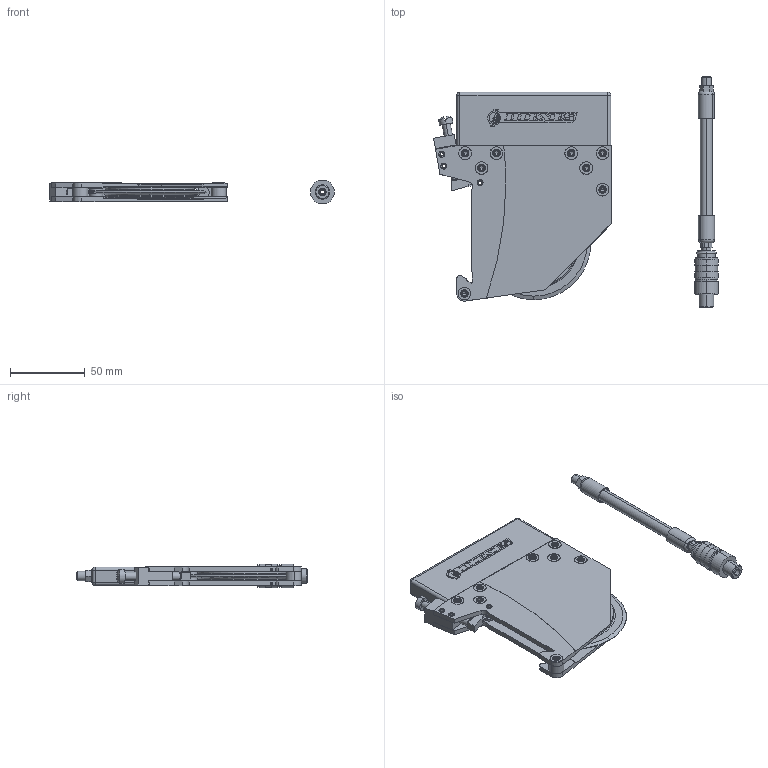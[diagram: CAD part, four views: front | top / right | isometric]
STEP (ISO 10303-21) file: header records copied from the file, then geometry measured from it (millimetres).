
FILE_DESCRIPTION (( 'STEP AP214' ), '1' );
FILE_NAME ('P2045-0002.STEP', '2022-06-22T19:45:38', ( '' ), ( '' ), 'SwSTEP 2.0', 'SolidWorks 2021', '' );
FILE_SCHEMA (( 'AUTOMOTIVE_DESIGN' ));
Length unit declared in the file: millimetre
Products named in the file (1): P2045-0002
Bounding box: 190.59 x 154.5 x 16 mm (x, y, z)
Surface area: 66362.7 mm2 (no closed solid volume)
Topology: 0 solids, 62 shells, 601 faces, 2179 edges, 1604 vertices
Faces by surface type: cylinder 297, plane 223, cone 48, torus 18, sphere 8, bspline 7
Entity records: 31573 total; most frequent: CARTESIAN_POINT 6729, DIRECTION 3789, ORIENTED_EDGE 3444, EDGE_CURVE 2159, VERTEX_POINT 1604, AXIS2_PLACEMENT_3D 1365, VECTOR 1059, LINE 1059
